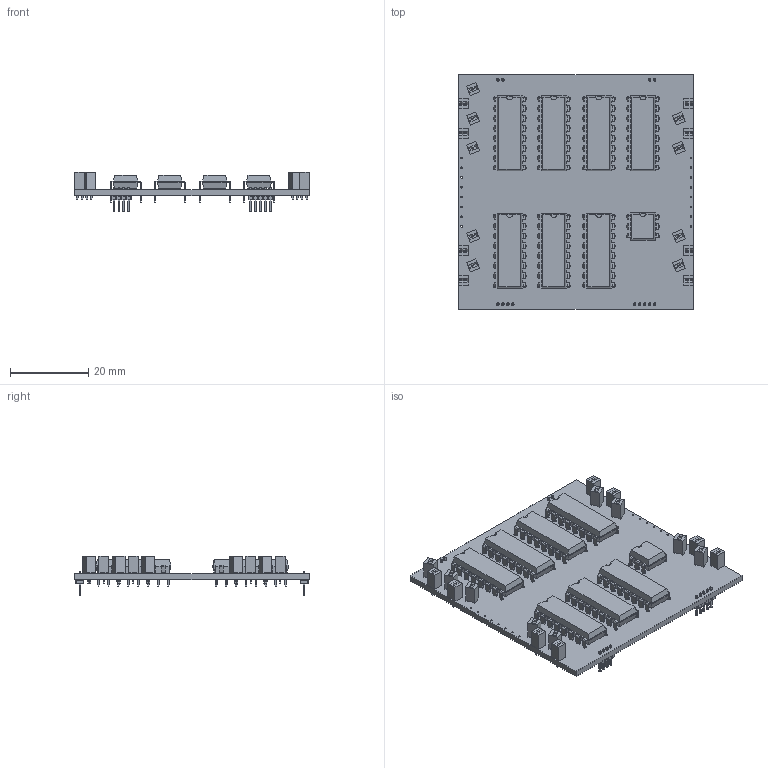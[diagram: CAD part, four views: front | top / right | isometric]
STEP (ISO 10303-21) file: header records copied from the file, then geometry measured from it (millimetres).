
FILE_DESCRIPTION(('KiCad electronic assembly'),'2;1');
FILE_NAME('TacTile-C.step','2023-08-23T07:13:50',('Pcbnew'),('Kicad'), 'Open CASCADE STEP processor 7.6','KiCad to STEP converter','Unknown' );
FILE_SCHEMA(('AUTOMOTIVE_DESIGN { 1 0 10303 214 1 1 1 1 }'));
Length unit declared in the file: millimetre
Products named in the file (14): TacTile-C 1; PinSocket_1x02_P1.27mm_Vertical; SOLID; DIP-16_W7.62mm; DIP-6_W7.62mm; PinHeader_1x04_P1.27mm_Vertical; PinHeader_1x02_P1.27mm_Vertical; PinHeader_1x05_P1.27mm_Vertical; PCB
Assembly tree (36 placements, depth 3):
  TacTile-C 1
    PinSocket_1x02_P1.27mm_Vertical  x17
      SOLID
    DIP-16_W7.62mm  x7
      SOLID
    DIP-6_W7.62mm
      SOLID
    PinHeader_1x04_P1.27mm_Vertical
      SOLID
    PinHeader_1x02_P1.27mm_Vertical  x2
      SOLID
    PinHeader_1x05_P1.27mm_Vertical
      SOLID
    PCB
Bounding box: 59.9 x 59.9 x 10.08 mm (x, y, z)
Volume: 8913.5 mm3; surface area: 13991.3 mm2
Topology: 30 solids, 30 shells, 3841 faces, 10167 edges, 6514 vertices
Faces by surface type: plane 3202, cylinder 425, bspline 214
Full cylindrical faces by diameter (mm): 0.4 x16, 0.65 x13, 0.7 x34, 0.8 x118
Entity records: 69904 total; most frequent: CARTESIAN_POINT 14595, DIRECTION 9147, LINE 6327, VECTOR 6327, ORIENTED_EDGE 4938, PCURVE 4938, DEFINITIONAL_REPRESENTATION 4938, EDGE_CURVE 2469
